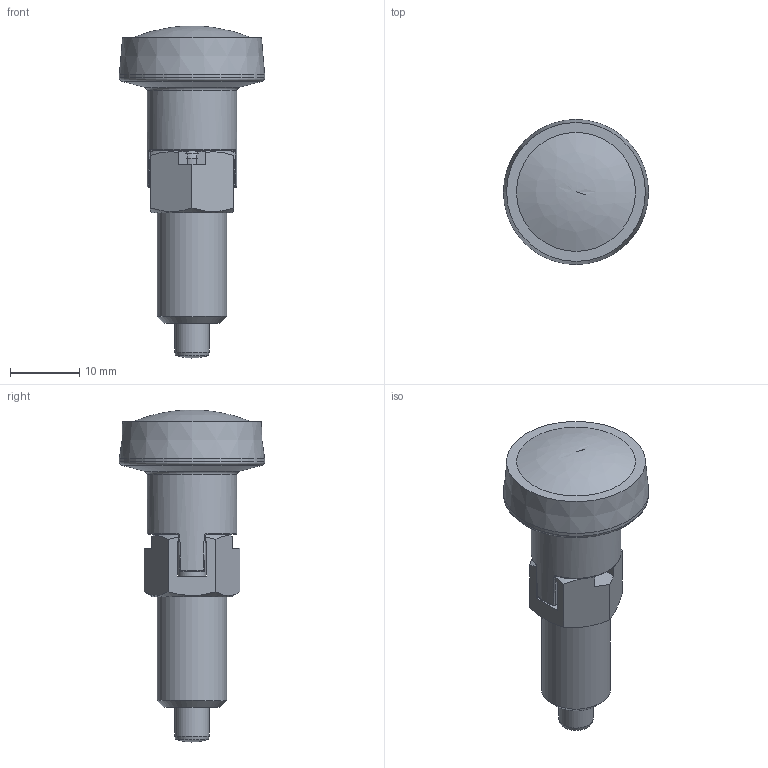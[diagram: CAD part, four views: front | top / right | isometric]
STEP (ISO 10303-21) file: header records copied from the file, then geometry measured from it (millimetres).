
FILE_DESCRIPTION( ( 'Unknown' ), '1' );
FILE_NAME( '6394305_PNA_22.stp', 'Unknown', ( 'Unknown' ), ( 'Unknown' ), 'PSStep 14.0', 'Unknown', ' ' );
FILE_SCHEMA( ( 'AUTOMOTIVE_DESIGN { 1 0 10303 214 1 1 1 1 }' ) );
Length unit declared in the file: millimetre
Products named in the file (1): 8900445
Bounding box: 21 x 21 x 48 mm (x, y, z)
Volume: 5776.3 mm3; surface area: 3594.6 mm2
Topology: 1 solids, 6 shells, 112 faces, 307 edges, 190 vertices
Faces by surface type: plane 41, cylinder 31, cone 20, bspline 9, torus 6, sphere 5
Full cylindrical faces by diameter (mm): 2 x1, 3.5 x1, 4 x7, 5 x1, 6 x1, 6.1 x1, 10 x1, 13 x1, 21.004 x1
Entity records: 5003 total; most frequent: CARTESIAN_POINT 1535, DIRECTION 514, ORIENTED_EDGE 508, EDGE_CURVE 254, AXIS2_PLACEMENT_3D 212, VERTEX_POINT 177, EDGE_LOOP 158, FACE_OUTER_BOUND 129
